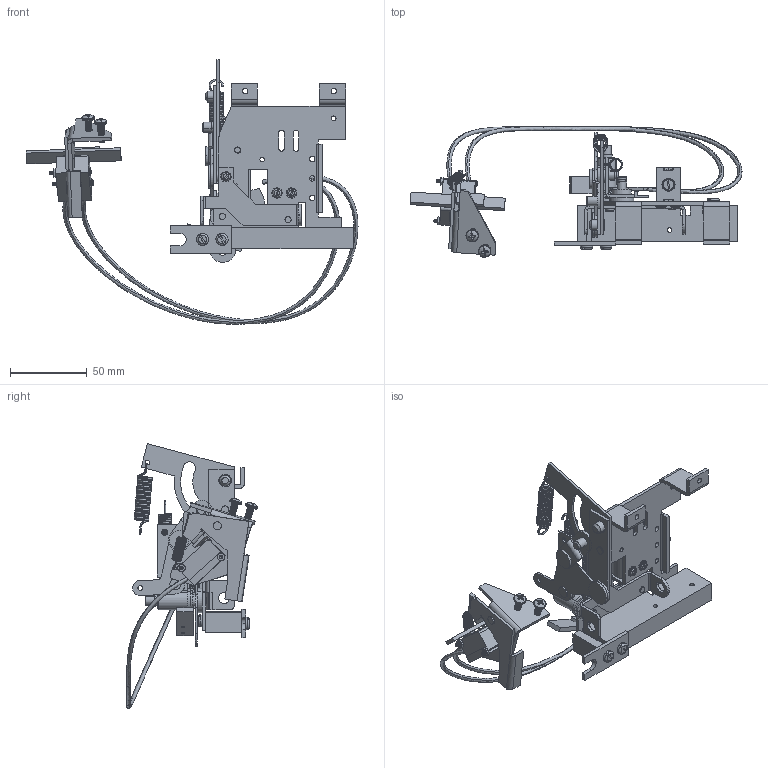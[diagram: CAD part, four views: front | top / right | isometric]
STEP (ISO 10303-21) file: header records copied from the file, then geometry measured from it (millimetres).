
FILE_DESCRIPTION (( 'STEP AP214' ), '1' );
FILE_NAME ('BE-TPST8.STEP', '2021-05-14T08:59:04', ( '' ), ( '' ), 'SwSTEP 2.0', 'SolidWorks 2020', '' );
FILE_SCHEMA (( 'AUTOMOTIVE_DESIGN' ));
Length unit declared in the file: millimetre
Products named in the file (54): 102054-004_ACTUATING PLATE; 102054-017_HYLAM SHEET; 102054-006_ACTUATING BRACKET; 102054-026_Custom extension spring; SOLENOID TOP CASING PLATE; 102054-105_L-SUPPORT _ CONTROLLER ASSEMBLY; 102053-004_SLEEVE; 102054-007_RIVET; 102054-031_PBHScrew 8-32 x .5_90272A194; external tooth lock washer_am_B18.21.2M-External Tooth Lock Washers_AM3; 102054-022_Cam Activator; 102054-012_SLOTTED PLATE; 102054-104_ACTUATING BRACKET - RIVET ASSEMBLY; slotted pan head screw_iso_ISO 1580 - M4 x 10 --- 10N; Part3^BE-TPST8; 102054-101_BASE PLATE - SOLENOID ASSEMBLY; slotted pan head screw_iso_ISO 1580 - M3 x 4 --- 4N; external tooth lock washer_am_B18.21.2M-External Tooth Lock Washers_AM4; 102054-010_ACTUATING BRACKET; 102060-001_Shunt Coil 12VDC; 102054-005_RIVET; 102054-032_Nut- 2-56_90480A003; 102054-102_ACTUATING PLATE - RIVET ASSEMBLY; 102054-013_RIVET; 102054-016_HYLAM BLOCK; 102054-029_Rocker Spring_3114T45; SOLENOID ASSEMBLY_shunt, UVR; 102054-009_RIVET; 102054-008_RIVET; slotted pan head screw_iso_ISO 1580 - M4 x 8 --- 8N; 102054-027_Cam Rocker Epoxy trigger; slotted pan head screw_iso_ISO 1580 - M3 x 5 --- 5N; 102054-103_ACTUATING BRACKET - RIVET ASSEMBLY; 102054-025_Large Tension extended spring_3114T57; Part4^BE-TPST8; 102054-033_Solenoid Wire; Plunger; 102054-028_Micro Switch Push Button; 102054-024_Large Tension spring_3114T67; 102054-011_RIVET ...
Assembly tree (61 placements, depth 4):
  Part3^BE-TPST8
  Part4^BE-TPST8
  BE-TPST8
    102054-101_BASE PLATE - SOLENOID ASSEMBLY
      102054-001_BASE PLATE
      102054-002_RIVET
      102054-003_RIVET
      102054-102_ACTUATING PLATE - RIVET ASSEMBLY
        102054-004_ACTUATING PLATE
        102054-005_RIVET
      102054-103_ACTUATING BRACKET - RIVET ASSEMBLY
        102054-006_ACTUATING BRACKET
        102054-007_RIVET
      102054-008_RIVET
      102054-009_RIVET
      102054-012_SLOTTED PLATE
      102054-013_RIVET
      102054-014_RIVET
      102054-104_ACTUATING BRACKET - RIVET ASSEMBLY
        102054-010_ACTUATING BRACKET
        102054-011_RIVET
    SOLENOID ASSEMBLY_shunt, UVR
      SOLENOID BOOTOM CASING PLATE
      SOLENOID TOP CASING PLATE
      102060-001_Shunt Coil 12VDC
      102053-004_SLEEVE
      Plunger
      slotted pan head screw_iso_ISO 1580 - M3 x 5 --- 5N
      slotted pan head screw_iso_ISO 1580 - M3 x 4 --- 4N
      external tooth lock washer_am_B18.21.2M-External Tooth Lock Washers_AM3  x2
    102054-016_HYLAM BLOCK
    102054-017_HYLAM SHEET
    102054-015_BRACKET
    slotted pan head screw_iso_ISO 1580 - M4 x 8 --- 8N  x2
    slotted pan head screw_iso_ISO 1580 - M4 x 5 --- 5N
    external tooth lock washer_am_B18.21.2M-External Tooth Lock Washers_AM4
    slotted pan head screw_iso_ISO 1580 - M3 x 5 --- 5N
    102054-105_L-SUPPORT _ CONTROLLER ASSEMBLY
      102054-018_CONTROLLER SUPPORT
      102054-019_PLATE
      102054-020_L-SUPPORT
      102054-021_RIVET
      102054-028_Micro Switch Push Button  x2
      102054-029_Rocker Spring_3114T45
      102054-030_PBHScrew 2-56 x 1_90272A086  x2
      102054-031_PBHScrew 8-32 x .5_90272A194  x2
      102054-032_Nut- 2-56_90480A003  x2
    slotted pan head screw_iso_ISO 1580 - M4 x 10 --- 10N  x2
    external tooth lock washer_am_B18.21.2M-External Tooth Lock Washers_AM3
    102054-022_Cam Activator
    102054-023_e-clip_98407A122
    102054-024_Large Tension spring_3114T67
    102054-025_Large Tension extended spring_3114T57
    102054-026_Custom extension spring
    102054-027_Cam Rocker Epoxy trigger
    102054-033_Solenoid Wire  x2
Bounding box: 216.98 x 85.65 x 172.98 mm (x, y, z)
Volume: 104334.7 mm3; surface area: 90209.2 mm2
Topology: 56 solids, 56 shells, 2206 faces, 5866 edges, 3819 vertices
Faces by surface type: cylinder 1288, plane 701, cone 111, torus 52, bspline 45, sphere 9
Entity records: 79970 total; most frequent: CARTESIAN_POINT 41750, ORIENTED_EDGE 7900, DIRECTION 7294, EDGE_CURVE 3950, AXIS2_PLACEMENT_3D 2692, VERTEX_POINT 2559, VECTOR 1910, LINE 1910
